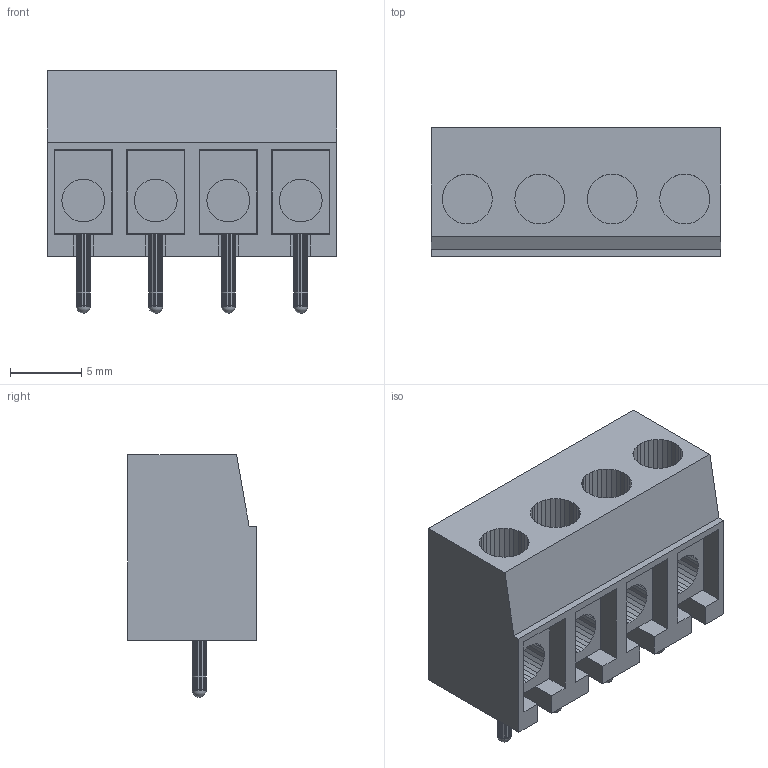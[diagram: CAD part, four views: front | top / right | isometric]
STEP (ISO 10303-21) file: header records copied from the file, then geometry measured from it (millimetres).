
FILE_DESCRIPTION(('FreeCAD Model'),'2;1');
FILE_NAME('TerminalBlock_On-Shore-Technology_ED120-4DS_1x04_P5.08mm_Vertical.step','2020-11-15T00:08:01',('Author'),(''), 'Open CASCADE STEP processor 7.3','FreeCAD','Unknown');
FILE_SCHEMA(('AUTOMOTIVE_DESIGN { 1 0 10303 214 1 1 1 1 }'));
Length unit declared in the file: millimetre
Products named in the file (1): union006
Bounding box: 20.32 x 9 x 17 mm (x, y, z)
Volume: 1589.2 mm3; surface area: 2693 mm2
Topology: 5 solids, 5 shells, 452 faces, 1322 edges, 880 vertices
Faces by surface type: plane 448, sphere 4
Entity records: 34601 total; most frequent: CARTESIAN_POINT 7835, DIRECTION 3468, ORIENTED_EDGE 2636, PCURVE 2636, DEFINITIONAL_REPRESENTATION 2636, LINE 2170, VECTOR 2170, B_SPLINE_CURVE_WITH_KNOTS 1524
